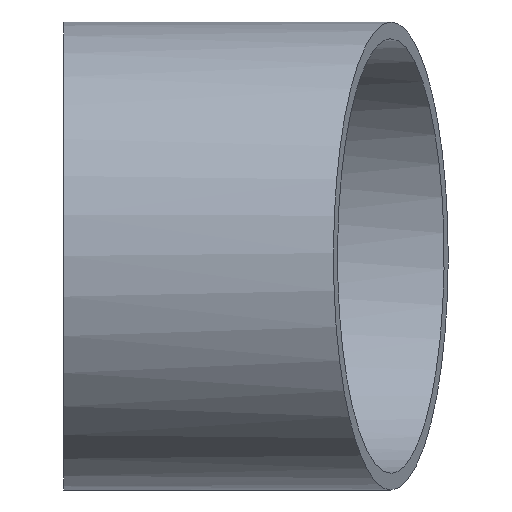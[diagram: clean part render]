
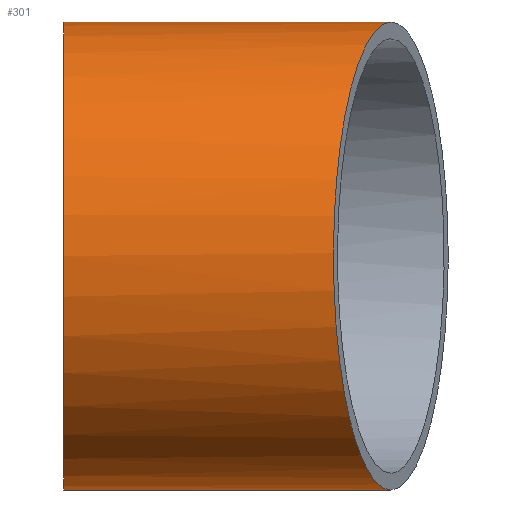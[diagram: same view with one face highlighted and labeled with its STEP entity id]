
A CAD part, front view. The second image highlights one B-rep face of the part: STEP entity #301.
In plain terms, the highlighted cylindrical face has radius 70 mm (diameter 140 mm), a partial arc.
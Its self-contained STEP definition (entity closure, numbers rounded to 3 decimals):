
#5 = EDGE_CURVE ( 'NONE', #175, #288, #226, .T. ) ;
#25 = ORIENTED_EDGE ( 'NONE', *, *, #271, .F. ) ;
#29 = EDGE_CURVE ( 'NONE', #300, #175, #247, .T. ) ;
#34 = VECTOR ( 'NONE', #208, 1000. ) ;
#60 = CARTESIAN_POINT ( 'NONE',  ( 0., 0., -70. ) ) ;
#100 = CARTESIAN_POINT ( 'NONE',  ( 0., 0., 70. ) ) ;
#113 = CARTESIAN_POINT ( 'NONE',  ( 0., 0., -70. ) ) ;
#132 = DIRECTION ( 'NONE',  ( 0., 0., 1. ) ) ;
#142 = EDGE_LOOP ( 'NONE', ( #254, #25, #243, #347 ) ) ;
#148 = DIRECTION ( 'NONE',  ( -1., 0., 0. ) ) ;
#158 = CARTESIAN_POINT ( 'NONE',  ( 63.508, -140., 70. ) ) ;
#159 = DIRECTION ( 'NONE',  ( -1., 0., 0. ) ) ;
#164 = EDGE_CURVE ( 'NONE', #190, #288, #171, .T. ) ;
#171 = LINE ( 'NONE', #322, #312 ) ;
#173 = CARTESIAN_POINT ( 'NONE',  ( 0., 0., 0. ) ) ;
#175 = VERTEX_POINT ( 'NONE', #60 ) ;
#190 = VERTEX_POINT ( 'NONE', #239 ) ;
#208 = DIRECTION ( 'NONE',  ( -1., 0., 0. ) ) ;
#211 =( BOUNDED_CURVE ( )  B_SPLINE_CURVE ( 3, ( #277, #158, #299, #328 ),
 .UNSPECIFIED., .F., .T. ) 
 B_SPLINE_CURVE_WITH_KNOTS ( ( 4, 4 ),
 ( 4.712, 7.854 ),
 .UNSPECIFIED. ) 
 CURVE ( )  GEOMETRIC_REPRESENTATION_ITEM ( )  RATIONAL_B_SPLINE_CURVE ( ( 1., 0.333, 0.333, 1. ) ) 
 REPRESENTATION_ITEM ( '' )  );
#226 = CIRCLE ( 'NONE', #273, 70. ) ;
#239 = CARTESIAN_POINT ( 'NONE',  ( 97.836, 0., 70. ) ) ;
#243 = ORIENTED_EDGE ( 'NONE', *, *, #164, .T. ) ;
#247 = LINE ( 'NONE', #113, #34 ) ;
#254 = ORIENTED_EDGE ( 'NONE', *, *, #29, .F. ) ;
#262 = FACE_OUTER_BOUND ( 'NONE', #142, .T. ) ;
#271 = EDGE_CURVE ( 'NONE', #190, #300, #211, .T. ) ;
#273 = AXIS2_PLACEMENT_3D ( 'NONE', #173, #344, #287 ) ;
#277 = CARTESIAN_POINT ( 'NONE',  ( 97.836, 0., 70. ) ) ;
#287 = DIRECTION ( 'NONE',  ( 0., 0., 1. ) ) ;
#288 = VERTEX_POINT ( 'NONE', #100 ) ;
#293 = CYLINDRICAL_SURFACE ( 'NONE', #365, 70. ) ;
#299 = CARTESIAN_POINT ( 'NONE',  ( 63.508, -140., -70. ) ) ;
#300 = VERTEX_POINT ( 'NONE', #302 ) ;
#301 = ADVANCED_FACE ( 'NONE', ( #262 ), #293, .T. ) ;
#302 = CARTESIAN_POINT ( 'NONE',  ( 97.836, 0., -70. ) ) ;
#312 = VECTOR ( 'NONE', #148, 1000. ) ;
#322 = CARTESIAN_POINT ( 'NONE',  ( 0., 0., 70. ) ) ;
#328 = CARTESIAN_POINT ( 'NONE',  ( 97.836, 0., -70. ) ) ;
#344 = DIRECTION ( 'NONE',  ( -1., 0., 0. ) ) ;
#347 = ORIENTED_EDGE ( 'NONE', *, *, #5, .F. ) ;
#355 = CARTESIAN_POINT ( 'NONE',  ( 0., 0., 0. ) ) ;
#365 = AXIS2_PLACEMENT_3D ( 'NONE', #355, #159, #132 ) ;
